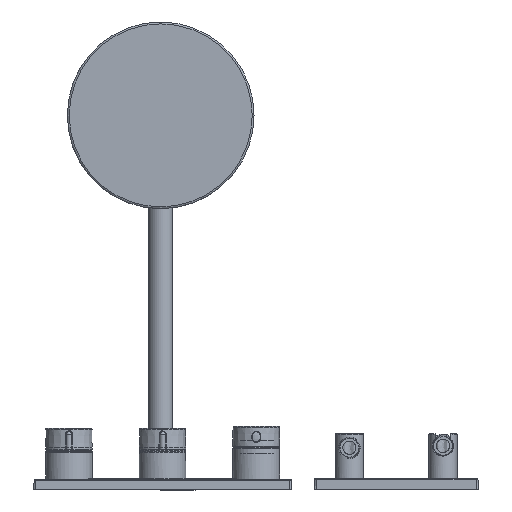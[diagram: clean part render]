
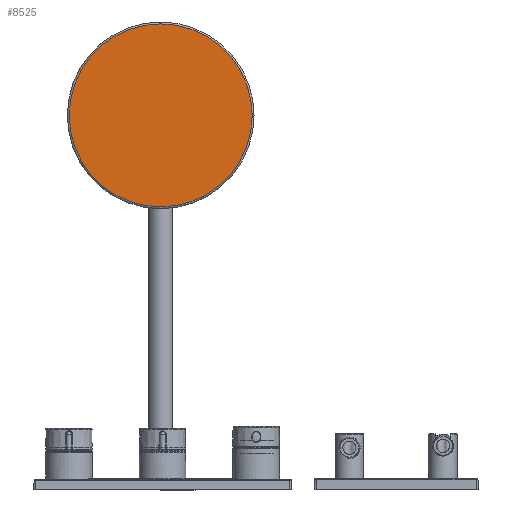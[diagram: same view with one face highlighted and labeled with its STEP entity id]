
A CAD part, front view. The second image highlights one B-rep face of the part: STEP entity #8525.
In plain terms, the highlighted planar face has unit normal (0, -1, 0).
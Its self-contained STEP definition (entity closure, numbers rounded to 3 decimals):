
#1550 = DIRECTION ( 'NONE',  ( -1., 0., 0. ) ) ;
#1756 = FACE_OUTER_BOUND ( 'NONE', #5810, .T. ) ;
#2775 = DIRECTION ( 'NONE',  ( 0., -1., 0. ) ) ;
#3946 = ORIENTED_EDGE ( 'NONE', *, *, #4594, .T. ) ;
#4594 = EDGE_CURVE ( 'NONE', #12783, #12783, #5327, .T. ) ;
#4926 = PLANE ( 'NONE',  #12276 ) ;
#5327 = CIRCLE ( 'NONE', #6461, 97.7 ) ;
#5810 = EDGE_LOOP ( 'NONE', ( #3946 ) ) ;
#6054 = CARTESIAN_POINT ( 'NONE',  ( -251.474, 793.46, 400. ) ) ;
#6461 = AXIS2_PLACEMENT_3D ( 'NONE', #9394, #2775, #10436 ) ;
#7943 = CARTESIAN_POINT ( 'NONE',  ( -349.174, 793.46, 400. ) ) ;
#8243 = DIRECTION ( 'NONE',  ( 0., 1., 0. ) ) ;
#8525 = ADVANCED_FACE ( 'NONE', ( #1756 ), #4926, .F. ) ;
#9394 = CARTESIAN_POINT ( 'NONE',  ( -251.474, 793.46, 400. ) ) ;
#10436 = DIRECTION ( 'NONE',  ( -1., 0., 0. ) ) ;
#12276 = AXIS2_PLACEMENT_3D ( 'NONE', #6054, #8243, #1550 ) ;
#12783 = VERTEX_POINT ( 'NONE', #7943 ) ;
